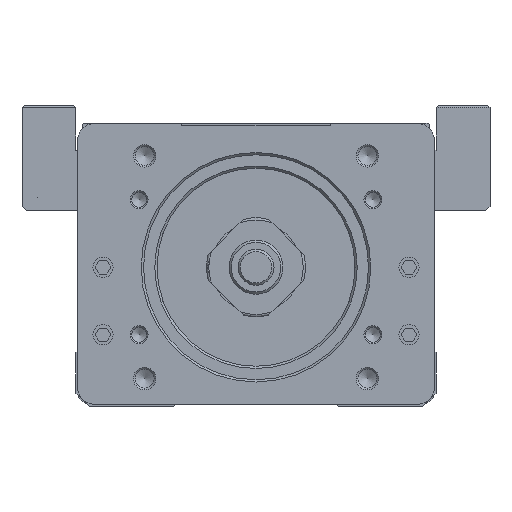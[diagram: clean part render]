
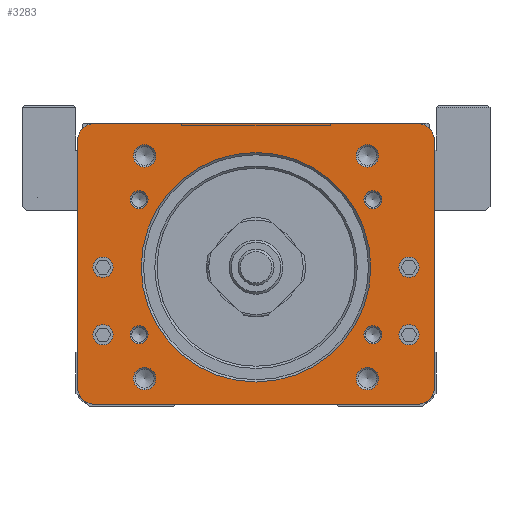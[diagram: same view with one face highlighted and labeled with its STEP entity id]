
A CAD part, front view. The second image highlights one B-rep face of the part: STEP entity #3283.
In plain terms, the highlighted planar face has unit normal (0, -1, 0).
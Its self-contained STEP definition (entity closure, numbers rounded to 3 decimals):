
#3283=ADVANCED_FACE('',(#5894,#5895,#5896,#5897,#5898,#5899,#5900,#5901,
#5902,#5903,#5904,#5905,#5906,#5907),#4776,.T.);
#4776=PLANE('',#32600);
#5894=FACE_BOUND('',#7630,.T.);
#5895=FACE_BOUND('',#7631,.T.);
#5896=FACE_BOUND('',#7632,.T.);
#5897=FACE_BOUND('',#7633,.T.);
#5898=FACE_BOUND('',#7634,.T.);
#5899=FACE_BOUND('',#7635,.T.);
#5900=FACE_BOUND('',#7636,.T.);
#5901=FACE_BOUND('',#7637,.T.);
#5902=FACE_BOUND('',#7638,.T.);
#5903=FACE_BOUND('',#7639,.T.);
#5904=FACE_BOUND('',#7640,.T.);
#5905=FACE_BOUND('',#7641,.T.);
#5906=FACE_BOUND('',#7642,.T.);
#5907=FACE_BOUND('',#7643,.T.);
#7630=EDGE_LOOP('',(#13903));
#7631=EDGE_LOOP('',(#13904));
#7632=EDGE_LOOP('',(#13905));
#7633=EDGE_LOOP('',(#13906));
#7634=EDGE_LOOP('',(#13907));
#7635=EDGE_LOOP('',(#13908));
#7636=EDGE_LOOP('',(#13909));
#7637=EDGE_LOOP('',(#13910));
#7638=EDGE_LOOP('',(#13911));
#7639=EDGE_LOOP('',(#13912));
#7640=EDGE_LOOP('',(#13913));
#7641=EDGE_LOOP('',(#13914));
#7642=EDGE_LOOP('',(#13915));
#7643=EDGE_LOOP('',(#13916,#13917,#13918,#13919,#13920,#13921,#13922,#13923));
#9191=CIRCLE('',#32471,4.);
#9192=CIRCLE('',#32473,4.);
#9193=CIRCLE('',#32475,2.);
#9194=CIRCLE('',#32477,2.);
#9195=CIRCLE('',#32479,2.);
#9196=CIRCLE('',#32481,2.);
#9197=CIRCLE('',#32483,2.5);
#9198=CIRCLE('',#32485,2.5);
#9199=CIRCLE('',#32487,2.5);
#9200=CIRCLE('',#32489,2.5);
#9201=CIRCLE('',#32491,25.5);
#9206=CIRCLE('',#32500,2.25);
#9208=CIRCLE('',#32503,2.25);
#9210=CIRCLE('',#32506,2.25);
#9212=CIRCLE('',#32509,2.25);
#9253=CIRCLE('',#32596,4.);
#9255=CIRCLE('',#32599,4.);
#13903=ORIENTED_EDGE('',*,*,#23018,.T.);
#13904=ORIENTED_EDGE('',*,*,#23017,.T.);
#13905=ORIENTED_EDGE('',*,*,#23016,.T.);
#13906=ORIENTED_EDGE('',*,*,#23015,.T.);
#13907=ORIENTED_EDGE('',*,*,#23014,.T.);
#13908=ORIENTED_EDGE('',*,*,#23013,.T.);
#13909=ORIENTED_EDGE('',*,*,#23012,.T.);
#13910=ORIENTED_EDGE('',*,*,#23011,.T.);
#13911=ORIENTED_EDGE('',*,*,#23010,.T.);
#13912=ORIENTED_EDGE('',*,*,#23030,.T.);
#13913=ORIENTED_EDGE('',*,*,#23028,.T.);
#13914=ORIENTED_EDGE('',*,*,#23026,.T.);
#13915=ORIENTED_EDGE('',*,*,#23024,.T.);
#13916=ORIENTED_EDGE('',*,*,#23144,.T.);
#13917=ORIENTED_EDGE('',*,*,#23147,.T.);
#13918=ORIENTED_EDGE('',*,*,#23148,.T.);
#13919=ORIENTED_EDGE('',*,*,#23128,.T.);
#13920=ORIENTED_EDGE('',*,*,#23008,.T.);
#13921=ORIENTED_EDGE('',*,*,#23072,.T.);
#13922=ORIENTED_EDGE('',*,*,#23005,.T.);
#13923=ORIENTED_EDGE('',*,*,#23121,.T.);
#19507=VERTEX_POINT('',#48046);
#19508=VERTEX_POINT('',#48048);
#19509=VERTEX_POINT('',#48052);
#19510=VERTEX_POINT('',#48054);
#19511=VERTEX_POINT('',#48058);
#19512=VERTEX_POINT('',#48061);
#19513=VERTEX_POINT('',#48064);
#19514=VERTEX_POINT('',#48067);
#19515=VERTEX_POINT('',#48070);
#19516=VERTEX_POINT('',#48073);
#19517=VERTEX_POINT('',#48076);
#19518=VERTEX_POINT('',#48079);
#19519=VERTEX_POINT('',#48082);
#19524=VERTEX_POINT('',#48097);
#19526=VERTEX_POINT('',#48102);
#19528=VERTEX_POINT('',#48107);
#19530=VERTEX_POINT('',#48112);
#19588=VERTEX_POINT('',#48404);
#19593=VERTEX_POINT('',#48418);
#19604=VERTEX_POINT('',#48450);
#19606=VERTEX_POINT('',#48456);
#23005=EDGE_CURVE('',#19508,#19507,#9191,.T.);
#23008=EDGE_CURVE('',#19510,#19509,#9192,.T.);
#23010=EDGE_CURVE('',#19511,#19511,#9193,.T.);
#23011=EDGE_CURVE('',#19512,#19512,#9194,.T.);
#23012=EDGE_CURVE('',#19513,#19513,#9195,.T.);
#23013=EDGE_CURVE('',#19514,#19514,#9196,.T.);
#23014=EDGE_CURVE('',#19515,#19515,#9197,.T.);
#23015=EDGE_CURVE('',#19516,#19516,#9198,.T.);
#23016=EDGE_CURVE('',#19517,#19517,#9199,.T.);
#23017=EDGE_CURVE('',#19518,#19518,#9200,.T.);
#23018=EDGE_CURVE('',#19519,#19519,#9201,.T.);
#23024=EDGE_CURVE('',#19524,#19524,#9206,.T.);
#23026=EDGE_CURVE('',#19526,#19526,#9208,.T.);
#23028=EDGE_CURVE('',#19528,#19528,#9210,.T.);
#23030=EDGE_CURVE('',#19530,#19530,#9212,.T.);
#23072=EDGE_CURVE('',#19509,#19508,#26674,.T.);
#23121=EDGE_CURVE('',#19507,#19588,#26699,.T.);
#23128=EDGE_CURVE('',#19593,#19510,#26706,.T.);
#23144=EDGE_CURVE('',#19588,#19604,#9253,.T.);
#23147=EDGE_CURVE('',#19604,#19606,#26719,.T.);
#23148=EDGE_CURVE('',#19606,#19593,#9255,.T.);
#26674=LINE('',#48257,#29716);
#26699=LINE('',#48405,#29741);
#26706=LINE('',#48417,#29748);
#26719=LINE('',#48455,#29761);
#29716=VECTOR('',#38156,1.);
#29741=VECTOR('',#38275,1.);
#29748=VECTOR('',#38284,1.);
#29761=VECTOR('',#38321,1.);
#32471=AXIS2_PLACEMENT_3D('',#48047,#37995,#37996);
#32473=AXIS2_PLACEMENT_3D('',#48053,#38001,#38002);
#32475=AXIS2_PLACEMENT_3D('',#48057,#38006,#38007);
#32477=AXIS2_PLACEMENT_3D('',#48060,#38010,#38011);
#32479=AXIS2_PLACEMENT_3D('',#48063,#38014,#38015);
#32481=AXIS2_PLACEMENT_3D('',#48066,#38018,#38019);
#32483=AXIS2_PLACEMENT_3D('',#48069,#38022,#38023);
#32485=AXIS2_PLACEMENT_3D('',#48072,#38026,#38027);
#32487=AXIS2_PLACEMENT_3D('',#48075,#38030,#38031);
#32489=AXIS2_PLACEMENT_3D('',#48078,#38034,#38035);
#32491=AXIS2_PLACEMENT_3D('',#48081,#38038,#38039);
#32500=AXIS2_PLACEMENT_3D('',#48096,#38057,#38058);
#32503=AXIS2_PLACEMENT_3D('',#48101,#38063,#38064);
#32506=AXIS2_PLACEMENT_3D('',#48106,#38069,#38070);
#32509=AXIS2_PLACEMENT_3D('',#48111,#38075,#38076);
#32596=AXIS2_PLACEMENT_3D('',#48449,#38314,#38315);
#32599=AXIS2_PLACEMENT_3D('',#48457,#38322,#38323);
#32600=AXIS2_PLACEMENT_3D('',#48458,#38324,#38325);
#37995=DIRECTION('',(0.,-1.,0.));
#37996=DIRECTION('',(1.,0.,0.));
#38001=DIRECTION('',(0.,-1.,0.));
#38002=DIRECTION('',(1.,0.,0.));
#38006=DIRECTION('',(0.,1.,0.));
#38007=DIRECTION('',(0.,0.,-1.));
#38010=DIRECTION('',(0.,1.,0.));
#38011=DIRECTION('',(0.,0.,-1.));
#38014=DIRECTION('',(0.,1.,0.));
#38015=DIRECTION('',(0.,0.,-1.));
#38018=DIRECTION('',(0.,1.,0.));
#38019=DIRECTION('',(0.,0.,-1.));
#38022=DIRECTION('',(0.,1.,0.));
#38023=DIRECTION('',(0.,0.,-1.));
#38026=DIRECTION('',(0.,1.,0.));
#38027=DIRECTION('',(0.,0.,-1.));
#38030=DIRECTION('',(0.,1.,0.));
#38031=DIRECTION('',(0.,0.,-1.));
#38034=DIRECTION('',(0.,1.,0.));
#38035=DIRECTION('',(0.,0.,-1.));
#38038=DIRECTION('',(0.,1.,0.));
#38039=DIRECTION('',(0.,0.,-1.));
#38057=DIRECTION('',(0.,1.,0.));
#38058=DIRECTION('',(0.,0.,-1.));
#38063=DIRECTION('',(0.,1.,0.));
#38064=DIRECTION('',(0.,0.,-1.));
#38069=DIRECTION('',(0.,1.,0.));
#38070=DIRECTION('',(0.,0.,-1.));
#38075=DIRECTION('',(0.,1.,0.));
#38076=DIRECTION('',(0.,0.,-1.));
#38156=DIRECTION('',(-1.,0.,0.));
#38275=DIRECTION('',(0.,0.,-1.));
#38284=DIRECTION('',(0.,0.,1.));
#38314=DIRECTION('',(0.,-1.,0.));
#38315=DIRECTION('',(1.,0.,0.));
#38321=DIRECTION('',(1.,0.,0.));
#38322=DIRECTION('',(0.,-1.,0.));
#38323=DIRECTION('',(1.,0.,0.));
#38324=DIRECTION('',(0.,-1.,0.));
#38325=DIRECTION('',(0.,0.,1.));
#48046=CARTESIAN_POINT('',(-39.7,-243.7,40.));
#48047=CARTESIAN_POINT('',(-35.7,-243.7,40.));
#48048=CARTESIAN_POINT('',(-35.7,-243.7,44.));
#48052=CARTESIAN_POINT('',(35.7,-243.7,44.));
#48053=CARTESIAN_POINT('',(35.7,-243.7,40.));
#48054=CARTESIAN_POINT('',(39.7,-243.7,40.));
#48057=CARTESIAN_POINT('',(-25.981,-243.7,27.));
#48058=CARTESIAN_POINT('',(-25.981,-243.7,25.));
#48060=CARTESIAN_POINT('',(-25.981,-243.7,-3.));
#48061=CARTESIAN_POINT('',(-25.981,-243.7,-5.));
#48063=CARTESIAN_POINT('',(25.981,-243.7,27.));
#48064=CARTESIAN_POINT('',(25.981,-243.7,25.));
#48066=CARTESIAN_POINT('',(25.981,-243.7,-3.));
#48067=CARTESIAN_POINT('',(25.981,-243.7,-5.));
#48069=CARTESIAN_POINT('',(24.749,-243.7,36.749));
#48070=CARTESIAN_POINT('',(24.749,-243.7,34.249));
#48072=CARTESIAN_POINT('',(24.749,-243.7,-12.749));
#48073=CARTESIAN_POINT('',(24.749,-243.7,-15.249));
#48075=CARTESIAN_POINT('',(-24.749,-243.7,-12.749));
#48076=CARTESIAN_POINT('',(-24.749,-243.7,-15.249));
#48078=CARTESIAN_POINT('',(-24.749,-243.7,36.749));
#48079=CARTESIAN_POINT('',(-24.749,-243.7,34.249));
#48081=CARTESIAN_POINT('',(0.,-243.7,12.));
#48082=CARTESIAN_POINT('',(0.,-243.7,-13.5));
#48096=CARTESIAN_POINT('',(34.,-243.7,12.));
#48097=CARTESIAN_POINT('',(34.,-243.7,9.75));
#48101=CARTESIAN_POINT('',(34.,-243.7,-3.));
#48102=CARTESIAN_POINT('',(34.,-243.7,-5.25));
#48106=CARTESIAN_POINT('',(-34.,-243.7,12.));
#48107=CARTESIAN_POINT('',(-34.,-243.7,9.75));
#48111=CARTESIAN_POINT('',(-34.,-243.7,-3.));
#48112=CARTESIAN_POINT('',(-34.,-243.7,-5.25));
#48257=CARTESIAN_POINT('',(35.7,-243.7,44.));
#48404=CARTESIAN_POINT('',(-39.7,-243.7,-14.5));
#48405=CARTESIAN_POINT('',(-39.7,-243.7,40.));
#48417=CARTESIAN_POINT('',(39.7,-243.7,-14.5));
#48418=CARTESIAN_POINT('',(39.7,-243.7,-14.5));
#48449=CARTESIAN_POINT('',(-35.7,-243.7,-14.5));
#48450=CARTESIAN_POINT('',(-35.7,-243.7,-18.5));
#48455=CARTESIAN_POINT('',(-35.7,-243.7,-18.5));
#48456=CARTESIAN_POINT('',(35.7,-243.7,-18.5));
#48457=CARTESIAN_POINT('',(35.7,-243.7,-14.5));
#48458=CARTESIAN_POINT('',(-35.7,-243.7,-14.5));
